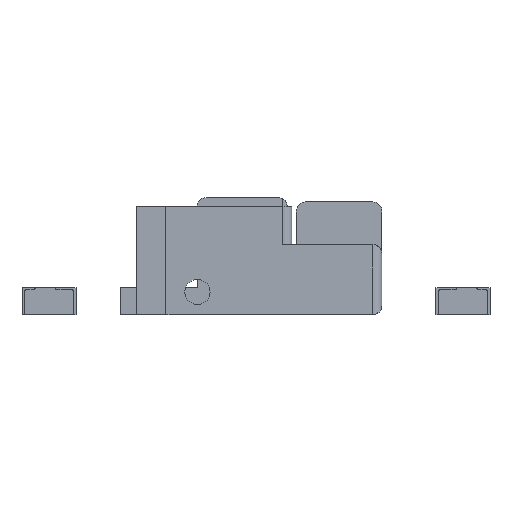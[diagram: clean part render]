
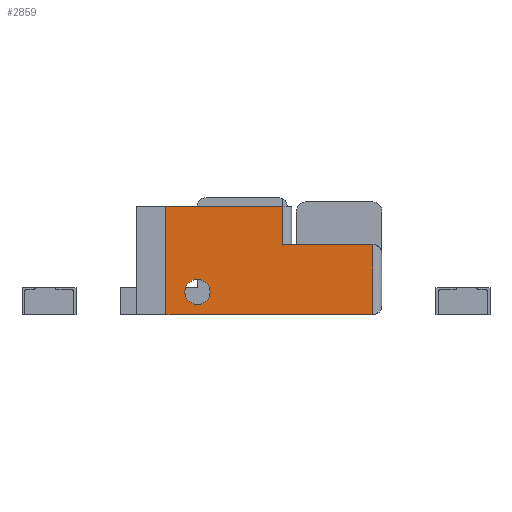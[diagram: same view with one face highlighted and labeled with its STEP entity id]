
A CAD part, left-side view. The second image highlights one B-rep face of the part: STEP entity #2859.
In plain terms, the highlighted planar face has unit normal (-1, 0, 0).
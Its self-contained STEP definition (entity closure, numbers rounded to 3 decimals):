
#60=FACE_BOUND('',#390,.T.);
#105=PLANE('',#3083);
#227=FACE_OUTER_BOUND('',#389,.T.);
#389=EDGE_LOOP('',(#2208,#2209,#2210,#2211,#2212,#2213,#2214,#2215));
#390=EDGE_LOOP('',(#2216));
#600=LINE('',#4352,#925);
#612=LINE('',#4376,#937);
#621=LINE('',#4392,#946);
#622=LINE('',#4396,#947);
#623=LINE('',#4398,#948);
#624=LINE('',#4400,#949);
#625=LINE('',#4401,#950);
#626=LINE('',#4402,#951);
#925=VECTOR('',#3504,10.);
#937=VECTOR('',#3522,10.);
#946=VECTOR('',#3531,10.);
#947=VECTOR('',#3534,10.);
#948=VECTOR('',#3535,10.);
#949=VECTOR('',#3536,10.);
#950=VECTOR('',#3537,10.);
#951=VECTOR('',#3538,10.);
#1191=CIRCLE('',#3084,1.4);
#1331=VERTEX_POINT('',#4350);
#1332=VERTEX_POINT('',#4351);
#1341=VERTEX_POINT('',#4375);
#1348=VERTEX_POINT('',#4390);
#1349=VERTEX_POINT('',#4394);
#1350=VERTEX_POINT('',#4395);
#1351=VERTEX_POINT('',#4397);
#1352=VERTEX_POINT('',#4399);
#1353=VERTEX_POINT('',#4403);
#1648=EDGE_CURVE('',#1331,#1332,#600,.T.);
#1660=EDGE_CURVE('',#1341,#1332,#612,.T.);
#1669=EDGE_CURVE('',#1331,#1348,#621,.T.);
#1670=EDGE_CURVE('',#1349,#1350,#622,.T.);
#1671=EDGE_CURVE('',#1349,#1351,#623,.T.);
#1672=EDGE_CURVE('',#1352,#1351,#624,.T.);
#1673=EDGE_CURVE('',#1352,#1341,#625,.T.);
#1674=EDGE_CURVE('',#1350,#1348,#626,.T.);
#1675=EDGE_CURVE('',#1353,#1353,#1191,.T.);
#2208=ORIENTED_EDGE('',*,*,#1670,.F.);
#2209=ORIENTED_EDGE('',*,*,#1671,.T.);
#2210=ORIENTED_EDGE('',*,*,#1672,.F.);
#2211=ORIENTED_EDGE('',*,*,#1673,.T.);
#2212=ORIENTED_EDGE('',*,*,#1660,.T.);
#2213=ORIENTED_EDGE('',*,*,#1648,.F.);
#2214=ORIENTED_EDGE('',*,*,#1669,.T.);
#2215=ORIENTED_EDGE('',*,*,#1674,.F.);
#2216=ORIENTED_EDGE('',*,*,#1675,.T.);
#2859=ADVANCED_FACE('',(#227,#60),#105,.T.);
#3083=AXIS2_PLACEMENT_3D('',#4393,#3532,#3533);
#3084=AXIS2_PLACEMENT_3D('',#4404,#3539,#3540);
#3504=DIRECTION('',(0.,1.,0.));
#3522=DIRECTION('',(0.,-1.,0.));
#3531=DIRECTION('',(0.,-1.,0.));
#3532=DIRECTION('center_axis',(-1.,0.,0.));
#3533=DIRECTION('ref_axis',(0.,0.,1.));
#3534=DIRECTION('',(0.,-1.,0.));
#3535=DIRECTION('',(0.,0.,1.));
#3536=DIRECTION('',(0.,-1.,0.));
#3537=DIRECTION('',(0.,0.,-1.));
#3538=DIRECTION('',(0.,0.,-1.));
#3539=DIRECTION('center_axis',(1.,0.,0.));
#3540=DIRECTION('ref_axis',(0.,-0.814,0.581));
#4350=CARTESIAN_POINT('',(0.,0.,0.));
#4351=CARTESIAN_POINT('',(0.,8.75,0.));
#4352=CARTESIAN_POINT('',(0.,0.,0.));
#4375=CARTESIAN_POINT('',(0.,14.,0.));
#4376=CARTESIAN_POINT('',(0.,14.,0.));
#4390=CARTESIAN_POINT('',(0.,-9.,0.));
#4392=CARTESIAN_POINT('',(0.,0.,0.));
#4393=CARTESIAN_POINT('Origin',(0.,3.5,-4.));
#4394=CARTESIAN_POINT('',(0.,1.,7.75));
#4395=CARTESIAN_POINT('',(0.,-9.,7.75));
#4396=CARTESIAN_POINT('',(0.,1.,7.75));
#4397=CARTESIAN_POINT('',(0.,1.,12.));
#4398=CARTESIAN_POINT('',(0.,1.,7.75));
#4399=CARTESIAN_POINT('',(0.,14.,12.));
#4400=CARTESIAN_POINT('',(0.,14.,12.));
#4401=CARTESIAN_POINT('',(0.,14.,12.));
#4402=CARTESIAN_POINT('',(0.,-9.,7.75));
#4403=CARTESIAN_POINT('',(0.,9.1,2.5));
#4404=CARTESIAN_POINT('Origin',(0.,10.5,2.5));
